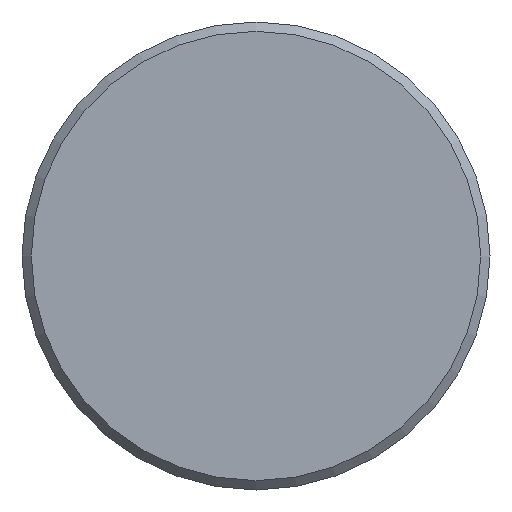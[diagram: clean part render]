
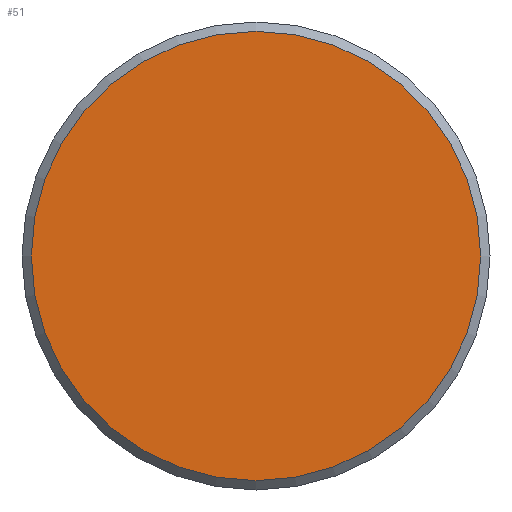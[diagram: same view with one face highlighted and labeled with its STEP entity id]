
A CAD part, left-side view. The second image highlights one B-rep face of the part: STEP entity #51.
In plain terms, the highlighted planar face has unit normal (-1, 0, 0).
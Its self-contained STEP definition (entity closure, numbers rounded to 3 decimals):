
#51 = ADVANCED_FACE( '', ( #108 ), #109, .F. );
#108 = FACE_OUTER_BOUND( '', #166, .T. );
#109 = PLANE( '', #167 );
#166 = EDGE_LOOP( '', ( #232 ) );
#167 = AXIS2_PLACEMENT_3D( '', #233, #234, #235 );
#232 = ORIENTED_EDGE( '', *, *, #268, .F. );
#233 = CARTESIAN_POINT( '', ( 0., 0., 0. ) );
#234 = DIRECTION( '', ( 1., 0., 0. ) );
#235 = DIRECTION( '', ( 0., 0., -1. ) );
#268 = EDGE_CURVE( '', #295, #295, #296, .T. );
#295 = VERTEX_POINT( '', #332 );
#296 = CIRCLE( '', #333, 9.6 );
#332 = CARTESIAN_POINT( '', ( 0., 0., -9.6 ) );
#333 = AXIS2_PLACEMENT_3D( '', #369, #370, #371 );
#369 = CARTESIAN_POINT( '', ( 0., 0., 0. ) );
#370 = DIRECTION( '', ( 1., 0., 0. ) );
#371 = DIRECTION( '', ( 0., 0., -1. ) );
